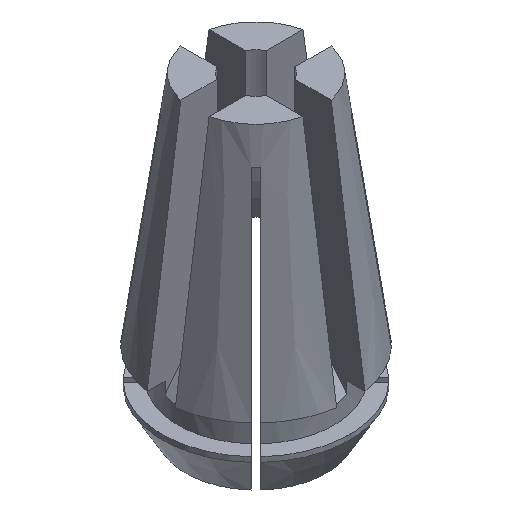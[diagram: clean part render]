
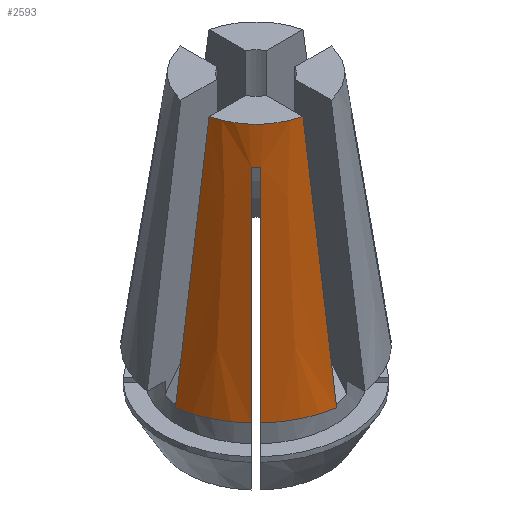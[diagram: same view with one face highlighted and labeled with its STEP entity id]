
A CAD part, isometric view. The second image highlights one B-rep face of the part: STEP entity #2593.
In plain terms, the highlighted conical face has half-angle 8 degrees and reference radius 8.464 mm.
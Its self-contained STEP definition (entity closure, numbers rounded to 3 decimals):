
#50 = CARTESIAN_POINT ( 'NONE',  ( -3.999, -4.424, -3.008 ) ) ;
#115 = CARTESIAN_POINT ( 'NONE',  ( -5.398, -1.25, 0. ) ) ;
#132 = VERTEX_POINT ( 'NONE', #980 ) ;
#244 = B_SPLINE_CURVE_WITH_KNOTS ( 'NONE', 3,
 ( #115, #3165, #385, #935 ),
 .UNSPECIFIED., .F., .F.,
 ( 4, 4 ),
 ( 0.018, 0.039 ),
 .UNSPECIFIED. ) ;
#299 = AXIS2_PLACEMENT_3D ( 'NONE', #2587, #2057, #2043 ) ;
#385 = CARTESIAN_POINT ( 'NONE',  ( -7.386, -1.25, -13.866 ) ) ;
#434 = VERTEX_POINT ( 'NONE', #611 ) ;
#458 = CARTESIAN_POINT ( 'NONE',  ( -1.25, -5.398, 0. ) ) ;
#506 = CARTESIAN_POINT ( 'NONE',  ( -1.25, -8.371, -20.8 ) ) ;
#533 = DIRECTION ( 'NONE',  ( 1., 0., 0. ) ) ;
#569 = CARTESIAN_POINT ( 'NONE',  ( -4.424, -3.999, -3.008 ) ) ;
#610 = AXIS2_PLACEMENT_3D ( 'NONE', #1288, #1587, #1016 ) ;
#611 = CARTESIAN_POINT ( 'NONE',  ( -1.25, -5.398, 0. ) ) ;
#629 = ORIENTED_EDGE ( 'NONE', *, *, #1722, .T. ) ;
#681 = EDGE_CURVE ( 'NONE', #3234, #132, #244, .T. ) ;
#760 = CARTESIAN_POINT ( 'NONE',  ( -5.399, -5.823, -17.077 ) ) ;
#781 = VERTEX_POINT ( 'NONE', #2425 ) ;
#857 = ORIENTED_EDGE ( 'NONE', *, *, #681, .T. ) ;
#898 = CARTESIAN_POINT ( 'NONE',  ( -3.999, -4.424, -3.008 ) ) ;
#930 = CARTESIAN_POINT ( 'NONE',  ( -4.424, -3.999, -3.008 ) ) ;
#935 = CARTESIAN_POINT ( 'NONE',  ( -8.371, -1.25, -20.8 ) ) ;
#960 = CIRCLE ( 'NONE', #299, 5.541 ) ;
#980 = CARTESIAN_POINT ( 'NONE',  ( -8.371, -1.25, -20.8 ) ) ;
#1016 = DIRECTION ( 'NONE',  ( -1., 0., 0. ) ) ;
#1018 = CARTESIAN_POINT ( 'NONE',  ( -5.453, -5.029, -13.355 ) ) ;
#1124 = B_SPLINE_CURVE_WITH_KNOTS ( 'NONE', 3,
 ( #2128, #2152, #1329, #2934, #2141, #760, #2950 ),
 .UNSPECIFIED., .F., .F.,
 ( 4, 3, 4 ),
 ( 0.003, 0.01, 0.021 ),
 .UNSPECIFIED. ) ;
#1233 = CARTESIAN_POINT ( 'NONE',  ( -1.25, -8.371, -20.8 ) ) ;
#1288 = CARTESIAN_POINT ( 'NONE',  ( 0., 0., -20.8 ) ) ;
#1329 = CARTESIAN_POINT ( 'NONE',  ( -4.439, -4.863, -7.424 ) ) ;
#1340 = B_SPLINE_CURVE_WITH_KNOTS ( 'NONE', 3,
 ( #930, #1723, #1737, #898 ),
 .UNSPECIFIED., .F., .F.,
 ( 4, 4 ),
 ( 0.003, 0.004 ),
 .UNSPECIFIED. ) ;
#1384 = EDGE_CURVE ( 'NONE', #132, #781, #2238, .T. ) ;
#1546 = CARTESIAN_POINT ( 'NONE',  ( -4.863, -4.439, -7.424 ) ) ;
#1587 = DIRECTION ( 'NONE',  ( 0., 0., -1. ) ) ;
#1602 = AXIS2_PLACEMENT_3D ( 'NONE', #1882, #1859, #533 ) ;
#1669 = VERTEX_POINT ( 'NONE', #50 ) ;
#1678 = ORIENTED_EDGE ( 'NONE', *, *, #1384, .T. ) ;
#1722 = EDGE_CURVE ( 'NONE', #2994, #1669, #1340, .T. ) ;
#1723 = CARTESIAN_POINT ( 'NONE',  ( -4.288, -4.147, -2.997 ) ) ;
#1737 = CARTESIAN_POINT ( 'NONE',  ( -4.145, -4.289, -2.997 ) ) ;
#1782 = EDGE_CURVE ( 'NONE', #434, #2580, #3575, .T. ) ;
#1799 = CARTESIAN_POINT ( 'NONE',  ( -1.25, -7.386, -13.866 ) ) ;
#1825 = CARTESIAN_POINT ( 'NONE',  ( -5.082, -4.658, -9.632 ) ) ;
#1859 = DIRECTION ( 'NONE',  ( 0., 0., 1. ) ) ;
#1880 = AXIS2_PLACEMENT_3D ( 'NONE', #3477, #2612, #2922 ) ;
#1882 = CARTESIAN_POINT ( 'NONE',  ( 0., 0., -20.8 ) ) ;
#2043 = DIRECTION ( 'NONE',  ( 1., 0., 0. ) ) ;
#2046 = CIRCLE ( 'NONE', #1602, 8.464 ) ;
#2057 = DIRECTION ( 'NONE',  ( 0., 0., 1. ) ) ;
#2077 = B_SPLINE_CURVE_WITH_KNOTS ( 'NONE', 3,
 ( #2669, #2642, #1546, #1825, #1018, #2952, #3533 ),
 .UNSPECIFIED., .F., .F.,
 ( 4, 3, 4 ),
 ( 0.003, 0.01, 0.021 ),
 .UNSPECIFIED. ) ;
#2093 = EDGE_CURVE ( 'NONE', #3595, #2580, #2046, .T. ) ;
#2128 = CARTESIAN_POINT ( 'NONE',  ( -3.999, -4.424, -3.008 ) ) ;
#2141 = CARTESIAN_POINT ( 'NONE',  ( -5.029, -5.453, -13.355 ) ) ;
#2152 = CARTESIAN_POINT ( 'NONE',  ( -4.219, -4.643, -5.216 ) ) ;
#2238 = CIRCLE ( 'NONE', #1880, 8.464 ) ;
#2397 = CONICAL_SURFACE ( 'NONE', #610, 8.464, 0.14 ) ;
#2425 = CARTESIAN_POINT ( 'NONE',  ( -6.193, -5.769, -20.8 ) ) ;
#2580 = VERTEX_POINT ( 'NONE', #506 ) ;
#2583 = ORIENTED_EDGE ( 'NONE', *, *, #2610, .T. ) ;
#2587 = CARTESIAN_POINT ( 'NONE',  ( 0., 0., 0. ) ) ;
#2593 = ADVANCED_FACE ( 'NONE', ( #2646 ), #2397, .T. ) ;
#2609 = CARTESIAN_POINT ( 'NONE',  ( -1.25, -6.398, -6.932 ) ) ;
#2610 = EDGE_CURVE ( 'NONE', #1669, #3595, #1124, .T. ) ;
#2612 = DIRECTION ( 'NONE',  ( 0., 0., 1. ) ) ;
#2627 = ORIENTED_EDGE ( 'NONE', *, *, #1782, .F. ) ;
#2642 = CARTESIAN_POINT ( 'NONE',  ( -4.643, -4.219, -5.216 ) ) ;
#2644 = ORIENTED_EDGE ( 'NONE', *, *, #3295, .F. ) ;
#2646 = FACE_OUTER_BOUND ( 'NONE', #3599, .T. ) ;
#2669 = CARTESIAN_POINT ( 'NONE',  ( -4.424, -3.999, -3.008 ) ) ;
#2713 = ORIENTED_EDGE ( 'NONE', *, *, #3467, .F. ) ;
#2922 = DIRECTION ( 'NONE',  ( 1., 0., 0. ) ) ;
#2934 = CARTESIAN_POINT ( 'NONE',  ( -4.658, -5.082, -9.632 ) ) ;
#2950 = CARTESIAN_POINT ( 'NONE',  ( -5.769, -6.193, -20.8 ) ) ;
#2952 = CARTESIAN_POINT ( 'NONE',  ( -5.823, -5.399, -17.077 ) ) ;
#2994 = VERTEX_POINT ( 'NONE', #569 ) ;
#3115 = CARTESIAN_POINT ( 'NONE',  ( -5.398, -1.25, 0. ) ) ;
#3165 = CARTESIAN_POINT ( 'NONE',  ( -6.398, -1.25, -6.932 ) ) ;
#3234 = VERTEX_POINT ( 'NONE', #3115 ) ;
#3295 = EDGE_CURVE ( 'NONE', #3234, #434, #960, .T. ) ;
#3467 = EDGE_CURVE ( 'NONE', #2994, #781, #2077, .T. ) ;
#3475 = ORIENTED_EDGE ( 'NONE', *, *, #2093, .T. ) ;
#3477 = CARTESIAN_POINT ( 'NONE',  ( 0., 0., -20.8 ) ) ;
#3533 = CARTESIAN_POINT ( 'NONE',  ( -6.193, -5.769, -20.8 ) ) ;
#3567 = CARTESIAN_POINT ( 'NONE',  ( -5.769, -6.193, -20.8 ) ) ;
#3575 = B_SPLINE_CURVE_WITH_KNOTS ( 'NONE', 3,
 ( #458, #2609, #1799, #1233 ),
 .UNSPECIFIED., .F., .F.,
 ( 4, 4 ),
 ( 0.018, 0.039 ),
 .UNSPECIFIED. ) ;
#3595 = VERTEX_POINT ( 'NONE', #3567 ) ;
#3599 = EDGE_LOOP ( 'NONE', ( #2713, #629, #2583, #3475, #2627, #2644, #857, #1678 ) ) ;
